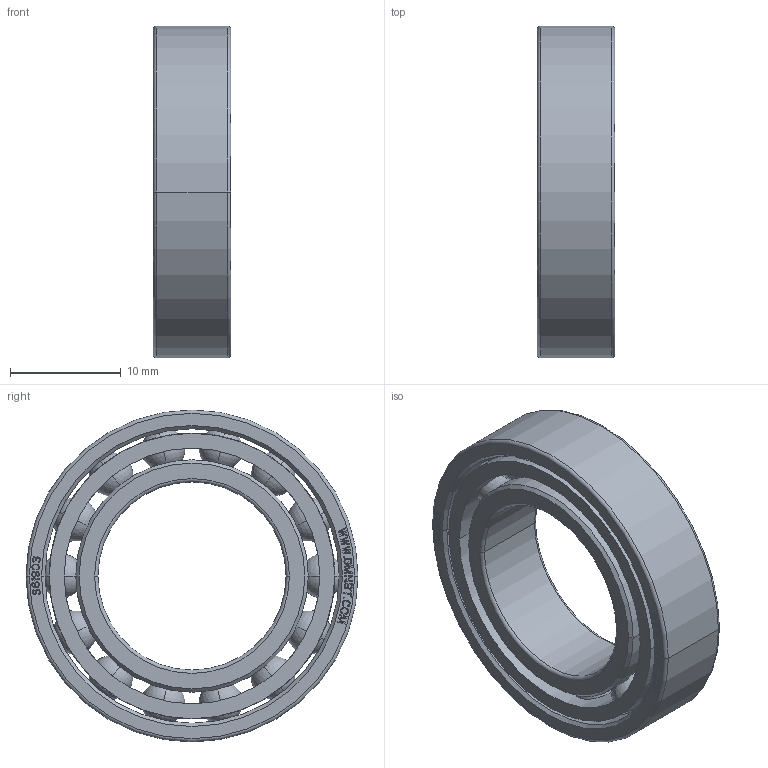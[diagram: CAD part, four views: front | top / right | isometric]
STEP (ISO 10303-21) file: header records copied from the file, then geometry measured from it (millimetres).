
FILE_DESCRIPTION((''),'2;1');
FILE_NAME('S61903_PRT','2014-03-19T',('sales 4'),(''),'PRO/ENGINEER BY PARAMETRIC TECHNOLOGY CORPORATION, 2013150','PRO/ENGINEER BY PARAMETRIC TECHNOLOGY CORPORATION, 2013150','');
FILE_SCHEMA(('AUTOMOTIVE_DESIGN { 1 0 10303 214 1 1 1 1 }'));
Length unit declared in the file: millimetre
Products named in the file (1): S61903_PRT
Bounding box: 7.01 x 30 x 30 mm (x, y, z)
Volume: 2525.4 mm3; surface area: 4225.4 mm2
Topology: 3 solids, 3 shells, 719 faces, 1988 edges, 1268 vertices
Faces by surface type: plane 571, cylinder 70, sphere 56, torus 12, cone 10
Entity records: 33299 total; most frequent: CARTESIAN_POINT 9081, ORIENTED_EDGE 3864, DIRECTION 3486, PRESENTATION_STYLE_ASSIGNMENT 1964, STYLED_ITEM 1935, CURVE_STYLE 1932, EDGE_CURVE 1932, VECTOR 1704
